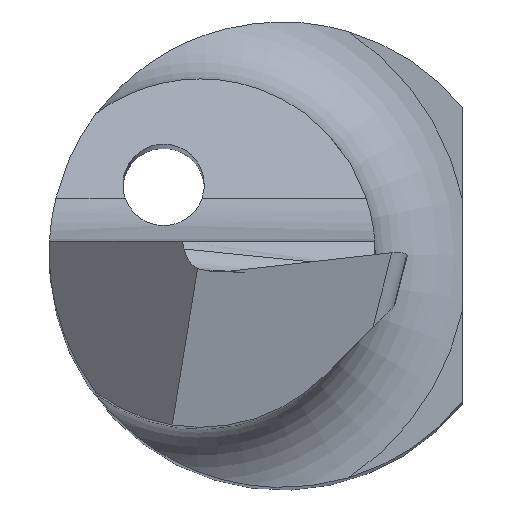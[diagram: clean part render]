
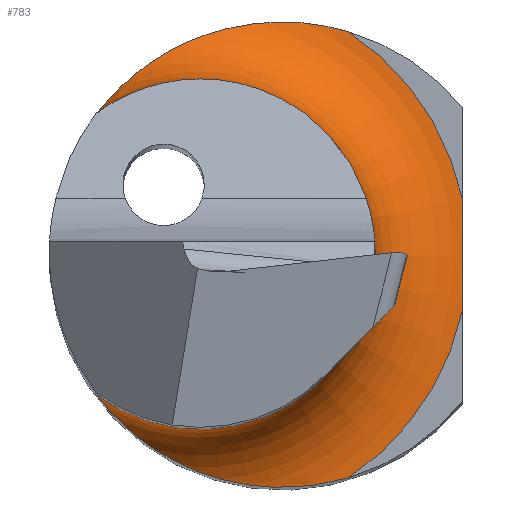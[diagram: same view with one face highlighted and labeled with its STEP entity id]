
A CAD part, top view. The second image highlights one B-rep face of the part: STEP entity #783.
In plain terms, the highlighted toroidal (fillet/blend) face has major radius 2.3 mm and minor radius 0.8 mm.
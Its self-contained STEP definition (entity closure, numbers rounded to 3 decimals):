
#24 = DIRECTION ( 'NONE',  ( -1., 0., 0. ) ) ;
#35 = ORIENTED_EDGE ( 'NONE', *, *, #858, .F. ) ;
#39 = CARTESIAN_POINT ( 'NONE',  ( -1.432, -1.399, 14.201 ) ) ;
#43 = CARTESIAN_POINT ( 'NONE',  ( 1.55, -0.318, 13.751 ) ) ;
#80 = VERTEX_POINT ( 'NONE', #500 ) ;
#90 = CIRCLE ( 'NONE', #486, 2.3 ) ;
#91 = B_SPLINE_CURVE_WITH_KNOTS ( 'NONE', 3,
 ( #523, #673, #597, #588, #873, #43, #526 ),
 .UNSPECIFIED., .F., .F.,
 ( 4, 3, 4 ),
 ( 0., 0., 0.001 ),
 .UNSPECIFIED. ) ;
#95 = VERTEX_POINT ( 'NONE', #659 ) ;
#102 = CARTESIAN_POINT ( 'NONE',  ( -0.316, 1.988, 13.8 ) ) ;
#106 = CARTESIAN_POINT ( 'NONE',  ( -1.6, -1.2, 14.551 ) ) ;
#161 = EDGE_LOOP ( 'NONE', ( #752, #718, #35, #437, #445, #887 ) ) ;
#167 = CARTESIAN_POINT ( 'NONE',  ( -0.84, 1.819, 13.909 ) ) ;
#185 = CIRCLE ( 'NONE', #894, 2.3 ) ;
#223 = CARTESIAN_POINT ( 'NONE',  ( -0.7, 0., 14.551 ) ) ;
#228 = DIRECTION ( 'NONE',  ( -1., 0., 0. ) ) ;
#233 = CARTESIAN_POINT ( 'NONE',  ( -1.6, 1.2, 14.494 ) ) ;
#236 = CARTESIAN_POINT ( 'NONE',  ( 0.355, 1.981, 13.751 ) ) ;
#249 = CARTESIAN_POINT ( 'NONE',  ( -1.361, -1.469, 14.145 ) ) ;
#250 = CARTESIAN_POINT ( 'NONE',  ( 0.571, -1.917, 13.751 ) ) ;
#259 = CARTESIAN_POINT ( 'NONE',  ( 0.571, 1.917, 13.751 ) ) ;
#272 = B_SPLINE_CURVE_WITH_KNOTS ( 'NONE', 3,
 ( #396, #384, #667, #737, #466, #751, #609, #249, #39, #682, #326, #472, #882, #106 ),
 .UNSPECIFIED., .F., .F.,
 ( 4, 2, 2, 2, 2, 2, 4 ),
 ( 0., 0.001, 0.001, 0.002, 0.002, 0.003, 0.003 ),
 .UNSPECIFIED. ) ;
#281 = VERTEX_POINT ( 'NONE', #451 ) ;
#285 = VERTEX_POINT ( 'NONE', #250 ) ;
#292 = DIRECTION ( 'NONE',  ( 0., 0., -1. ) ) ;
#299 = DIRECTION ( 'NONE',  ( -1., 0., 0. ) ) ;
#320 = EDGE_CURVE ( 'NONE', #80, #281, #91, .T. ) ;
#326 = CARTESIAN_POINT ( 'NONE',  ( -1.546, -1.27, 14.347 ) ) ;
#364 = CARTESIAN_POINT ( 'NONE',  ( -1.6, 1.2, 14.551 ) ) ;
#384 = CARTESIAN_POINT ( 'NONE',  ( 0.355, -1.981, 13.751 ) ) ;
#395 = DIRECTION ( 'NONE',  ( 0., 0., -1. ) ) ;
#396 = CARTESIAN_POINT ( 'NONE',  ( 0.571, -1.917, 13.751 ) ) ;
#428 = CARTESIAN_POINT ( 'NONE',  ( -1.519, 1.301, 14.307 ) ) ;
#431 = CARTESIAN_POINT ( 'NONE',  ( -1.432, 1.399, 14.201 ) ) ;
#433 = EDGE_CURVE ( 'NONE', #583, #80, #185, .T. ) ;
#437 = ORIENTED_EDGE ( 'NONE', *, *, #738, .F. ) ;
#440 = CARTESIAN_POINT ( 'NONE',  ( 0.571, 1.917, 13.751 ) ) ;
#445 = ORIENTED_EDGE ( 'NONE', *, *, #320, .F. ) ;
#451 = CARTESIAN_POINT ( 'NONE',  ( 1.55, -0.477, 13.751 ) ) ;
#466 = CARTESIAN_POINT ( 'NONE',  ( -0.533, -1.94, 13.833 ) ) ;
#472 = CARTESIAN_POINT ( 'NONE',  ( -1.586, -1.219, 14.439 ) ) ;
#486 = AXIS2_PLACEMENT_3D ( 'NONE', #507, #292, #24 ) ;
#498 = EDGE_CURVE ( 'NONE', #95, #711, #782, .T. ) ;
#500 = CARTESIAN_POINT ( 'NONE',  ( 1.55, 0.477, 13.751 ) ) ;
#507 = CARTESIAN_POINT ( 'NONE',  ( -0.7, 0., 13.751 ) ) ;
#512 = CARTESIAN_POINT ( 'NONE',  ( -1.206, 1.599, 14.05 ) ) ;
#519 = CARTESIAN_POINT ( 'NONE',  ( -1.361, 1.469, 14.146 ) ) ;
#523 = CARTESIAN_POINT ( 'NONE',  ( 1.55, 0.477, 13.751 ) ) ;
#526 = CARTESIAN_POINT ( 'NONE',  ( 1.55, -0.477, 13.751 ) ) ;
#572 = TOROIDAL_SURFACE ( 'NONE', #694, 2.3, 0.8 ) ;
#577 = FACE_OUTER_BOUND ( 'NONE', #161, .T. ) ;
#583 = VERTEX_POINT ( 'NONE', #259 ) ;
#586 = CARTESIAN_POINT ( 'NONE',  ( -0.534, 1.94, 13.833 ) ) ;
#588 = CARTESIAN_POINT ( 'NONE',  ( 1.55, 0., 13.753 ) ) ;
#597 = CARTESIAN_POINT ( 'NONE',  ( 1.55, 0.159, 13.753 ) ) ;
#607 = DIRECTION ( 'NONE',  ( -1., 0., 0. ) ) ;
#609 = CARTESIAN_POINT ( 'NONE',  ( -1.126, -1.666, 14. ) ) ;
#659 = CARTESIAN_POINT ( 'NONE',  ( -1.6, -1.2, 14.551 ) ) ;
#667 = CARTESIAN_POINT ( 'NONE',  ( 0.133, -2.008, 13.759 ) ) ;
#673 = CARTESIAN_POINT ( 'NONE',  ( 1.55, 0.318, 13.751 ) ) ;
#675 = B_SPLINE_CURVE_WITH_KNOTS ( 'NONE', 3,
 ( #364, #233, #717, #735, #428, #431, #519, #512, #797, #791, #167, #586, #102, #864, #236, #440 ),
 .UNSPECIFIED., .F., .F.,
 ( 4, 2, 2, 2, 2, 2, 2, 4 ),
 ( 0., 0., 0., 0.001, 0.001, 0.001, 0.002, 0.003 ),
 .UNSPECIFIED. ) ;
#682 = CARTESIAN_POINT ( 'NONE',  ( -1.519, -1.302, 14.307 ) ) ;
#694 = AXIS2_PLACEMENT_3D ( 'NONE', #223, #784, #299 ) ;
#711 = VERTEX_POINT ( 'NONE', #893 ) ;
#717 = CARTESIAN_POINT ( 'NONE',  ( -1.586, 1.219, 14.44 ) ) ;
#718 = ORIENTED_EDGE ( 'NONE', *, *, #498, .F. ) ;
#735 = CARTESIAN_POINT ( 'NONE',  ( -1.546, 1.269, 14.347 ) ) ;
#737 = CARTESIAN_POINT ( 'NONE',  ( -0.317, -1.988, 13.801 ) ) ;
#738 = EDGE_CURVE ( 'NONE', #281, #285, #90, .T. ) ;
#751 = CARTESIAN_POINT ( 'NONE',  ( -0.942, -1.778, 13.934 ) ) ;
#752 = ORIENTED_EDGE ( 'NONE', *, *, #819, .F. ) ;
#782 = CIRCLE ( 'NONE', #825, 1.5 ) ;
#783 = ADVANCED_FACE ( 'NONE', ( #577 ), #572, .F. ) ;
#784 = DIRECTION ( 'NONE',  ( 0., 0., -1. ) ) ;
#791 = CARTESIAN_POINT ( 'NONE',  ( -0.936, 1.77, 13.938 ) ) ;
#796 = DIRECTION ( 'NONE',  ( 0., 0., 1. ) ) ;
#797 = CARTESIAN_POINT ( 'NONE',  ( -1.119, 1.661, 14.009 ) ) ;
#819 = EDGE_CURVE ( 'NONE', #711, #583, #675, .T. ) ;
#825 = AXIS2_PLACEMENT_3D ( 'NONE', #860, #796, #228 ) ;
#858 = EDGE_CURVE ( 'NONE', #285, #95, #272, .T. ) ;
#860 = CARTESIAN_POINT ( 'NONE',  ( -0.7, 0., 14.551 ) ) ;
#864 = CARTESIAN_POINT ( 'NONE',  ( 0.133, 2.008, 13.759 ) ) ;
#873 = CARTESIAN_POINT ( 'NONE',  ( 1.55, -0.159, 13.753 ) ) ;
#882 = CARTESIAN_POINT ( 'NONE',  ( -1.6, -1.2, 14.494 ) ) ;
#885 = CARTESIAN_POINT ( 'NONE',  ( -0.7, 0., 13.751 ) ) ;
#887 = ORIENTED_EDGE ( 'NONE', *, *, #433, .F. ) ;
#893 = CARTESIAN_POINT ( 'NONE',  ( -1.6, 1.2, 14.551 ) ) ;
#894 = AXIS2_PLACEMENT_3D ( 'NONE', #885, #395, #607 ) ;
